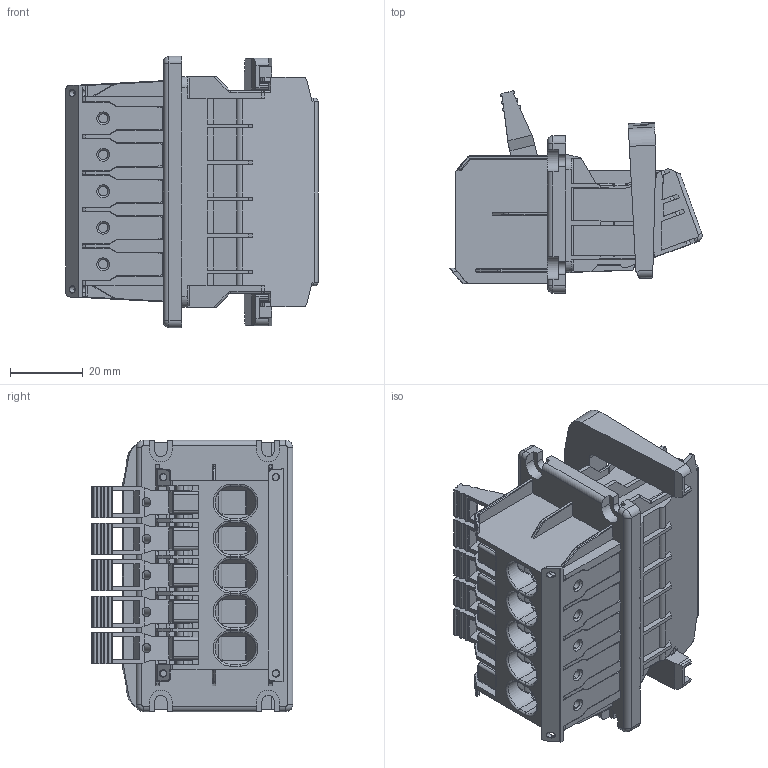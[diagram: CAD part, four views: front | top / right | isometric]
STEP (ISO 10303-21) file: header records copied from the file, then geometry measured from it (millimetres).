
FILE_DESCRIPTION(('SolidDesigner STEP Export'),'2;1');
FILE_NAME('plw_16-6_5-10.stp','2013-11-20T 7:33:49',(''),(''),'Creo Elements/Direct Modeling STEP processor for AP214 (Solid Model)','Creo Elements/Direct Modeling 18.1B 29-Sep-2012 (C) Parametric Technology GmbH','');
FILE_SCHEMA(('AUTOMOTIVE_DESIGN { 1 0 10303 214 1 1 1 1 }'));
Products named in the file (8): plw_16geh-5; plw_16hebel-1; plw_16hebel-2; plw_16hebel-3; plw_16hebel-4; plw_16hebel-5; plw_16sicherung-5; plw_16-6_5-10
Assembly tree (7 placements, depth 2):
  plw_16-6_5-10
    plw_16sicherung-5
    plw_16hebel-5
    plw_16hebel-4
    plw_16hebel-3
    plw_16hebel-2
    plw_16hebel-1
    plw_16geh-5
Bounding box: 69.16 x 55.33 x 74.4 mm (x, y, z)
Volume: 101291.7 mm3; surface area: 42949.4 mm2
Topology: 7 solids, 7 shells, 1848 faces, 5054 edges, 3225 vertices
Faces by surface type: plane 900, cylinder 622, bspline 247, torus 57, cone 22
Entity records: 101687 total; most frequent: CARTESIAN_POINT 42838, ORIENTED_EDGE 10108, DIRECTION 8055, EDGE_CURVE 5054, VERTEX_POINT 3225, VECTOR 3009, LINE 3009, AXIS2_PLACEMENT_3D 2523
